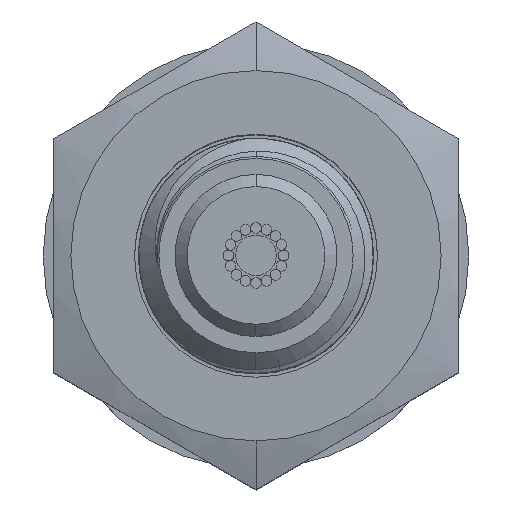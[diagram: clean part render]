
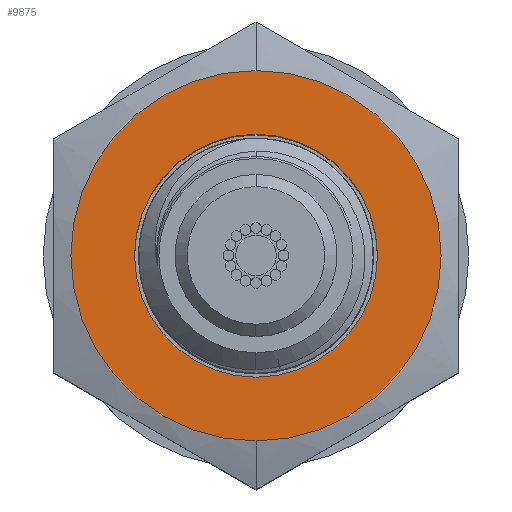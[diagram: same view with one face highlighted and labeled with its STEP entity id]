
A CAD part, top view. The second image highlights one B-rep face of the part: STEP entity #9875.
In plain terms, the highlighted face is planar.
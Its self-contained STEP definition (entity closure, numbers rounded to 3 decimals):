
#9650=CARTESIAN_POINT('',(0.,2.5,0.));
#9651=DIRECTION('',(0.,-1.,0.));
#9652=DIRECTION('',(-1.,0.,0.));
#9653=AXIS2_PLACEMENT_3D('',#9650,#9651,#9652);
#9655=CARTESIAN_POINT('',(0.,2.5,0.));
#9656=DIRECTION('',(0.,-1.,0.));
#9657=DIRECTION('',(1.,0.,0.));
#9658=AXIS2_PLACEMENT_3D('',#9655,#9656,#9657);
#9660=CARTESIAN_POINT('',(0.,2.5,0.));
#9661=DIRECTION('',(0.,1.,0.));
#9662=DIRECTION('',(0.,0.,-1.));
#9663=AXIS2_PLACEMENT_3D('',#9660,#9661,#9662);
#9665=CARTESIAN_POINT('',(0.,2.5,0.));
#9666=DIRECTION('',(0.,1.,0.));
#9667=DIRECTION('',(0.,0.,1.));
#9668=AXIS2_PLACEMENT_3D('',#9665,#9666,#9667);
#9778=CARTESIAN_POINT('',(-3.,2.5,0.));
#9779=CARTESIAN_POINT('',(3.,2.5,0.));
#9780=VERTEX_POINT('',#9778);
#9781=VERTEX_POINT('',#9779);
#9782=CARTESIAN_POINT('',(0.,2.5,-4.574));
#9783=CARTESIAN_POINT('',(0.,2.5,4.574));
#9784=VERTEX_POINT('',#9782);
#9785=VERTEX_POINT('',#9783);
#9860=CARTESIAN_POINT('',(0.,2.5,0.));
#9861=DIRECTION('',(0.,1.,0.));
#9862=DIRECTION('',(-1.,0.,0.));
#9863=AXIS2_PLACEMENT_3D('',#9860,#9861,#9862);
#9864=PLANE('',#9863);
#9866=ORIENTED_EDGE('',*,*,#9865,.F.);
#9868=ORIENTED_EDGE('',*,*,#9867,.F.);
#9869=EDGE_LOOP('',(#9866,#9868));
#9870=FACE_OUTER_BOUND('',#9869,.F.);
#9871=ORIENTED_EDGE('',*,*,#9840,.F.);
#9872=ORIENTED_EDGE('',*,*,#9854,.F.);
#9873=EDGE_LOOP('',(#9871,#9872));
#9874=FACE_BOUND('',#9873,.F.);
#9875=ADVANCED_FACE('',(#9870,#9874),#9864,.T.);
#9654=CIRCLE('',#9653,3.);
#9659=CIRCLE('',#9658,3.);
#9664=CIRCLE('',#9663,4.574);
#9669=CIRCLE('',#9668,4.574);
#9840=EDGE_CURVE('',#9780,#9781,#9654,.T.);
#9854=EDGE_CURVE('',#9781,#9780,#9659,.T.);
#9865=EDGE_CURVE('',#9784,#9785,#9664,.T.);
#9867=EDGE_CURVE('',#9785,#9784,#9669,.T.);
